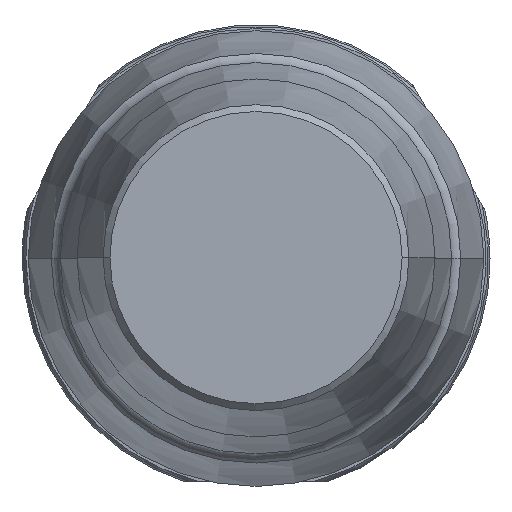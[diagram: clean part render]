
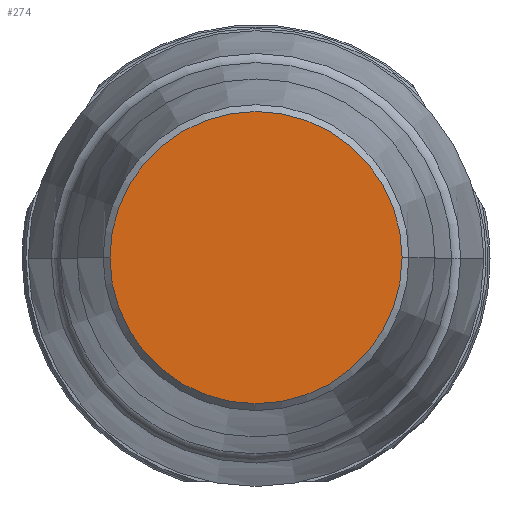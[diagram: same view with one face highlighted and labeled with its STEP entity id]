
A CAD part, top view. The second image highlights one B-rep face of the part: STEP entity #274.
In plain terms, the highlighted planar face has unit normal (0, 0, 1).
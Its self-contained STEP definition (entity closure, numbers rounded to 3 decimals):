
#56=PLANE('',#1290);
#274=ADVANCED_FACE('',(#358),#56,.F.);
#358=FACE_OUTER_BOUND('',#430,.T.);
#430=EDGE_LOOP('',(#759,#760));
#759=ORIENTED_EDGE('',*,*,#923,.F.);
#760=ORIENTED_EDGE('',*,*,#1003,.F.);
#806=VERTEX_POINT('',#1790);
#807=VERTEX_POINT('',#1791);
#923=EDGE_CURVE('',#806,#807,#1070,.T.);
#1003=EDGE_CURVE('',#807,#806,#1103,.T.);
#1070=CIRCLE('',#1194,6.383);
#1103=CIRCLE('',#1248,6.383);
#1194=AXIS2_PLACEMENT_3D('',#1789,#1432,#1433);
#1248=AXIS2_PLACEMENT_3D('',#2124,#1555,#1556);
#1290=AXIS2_PLACEMENT_3D('',#2237,#1648,#1649);
#1432=DIRECTION('',(0.,0.,-1.));
#1433=DIRECTION('',(0.,-1.,0.));
#1555=DIRECTION('',(0.,0.,-1.));
#1556=DIRECTION('',(0.,-1.,0.));
#1648=DIRECTION('',(0.,0.,-1.));
#1649=DIRECTION('',(0.,1.,0.));
#1789=CARTESIAN_POINT('',(0.,0.,
23.9));
#1790=CARTESIAN_POINT('',(-6.383,0.,23.9));
#1791=CARTESIAN_POINT('',(6.383,0.,23.9));
#2124=CARTESIAN_POINT('',(0.,0.,
23.9));
#2237=CARTESIAN_POINT('',(10.,10.,23.9));
